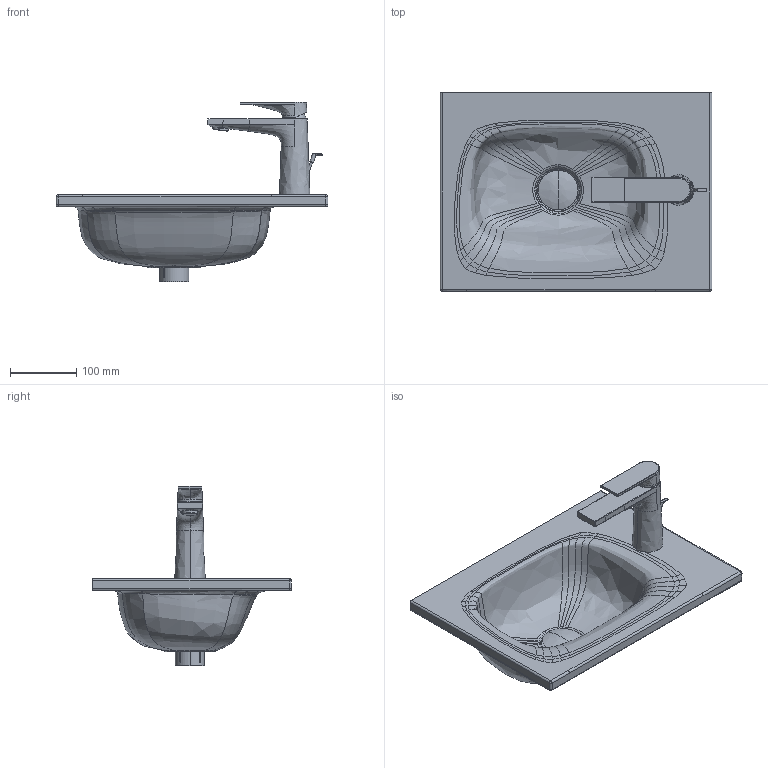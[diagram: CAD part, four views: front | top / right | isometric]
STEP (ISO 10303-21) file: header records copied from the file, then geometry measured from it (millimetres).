
FILE_DESCRIPTION(/* description */ (''),/* implementation_level */ '2;1');
FILE_NAME(/* name */ '265005',/* time_stamp */ '2024-04-08T11:31:33+02:00',/* author */ (''),/* organization */ (''),/* preprocessor_version */ 'ST-DEVELOPER v15',/* originating_system */ '',/* authorisation */ '');
FILE_SCHEMA (('AUTOMOTIVE_DESIGN'));
Length unit declared in the file: millimetre
Products named in the file (1): Document
Bounding box: 410 x 300 x 270.83 mm (x, y, z)
Volume: 26686.1 mm3; surface area: 414646.9 mm2
Topology: 5 solids, 17 shells, 337 faces, 861 edges, 493 vertices
Faces by surface type: bspline 284, plane 53
Entity records: 51628 total; most frequent: CARTESIAN_POINT 46918, ORIENTED_EDGE 1592, EDGE_CURVE 836, VERTEX_POINT 487, B_SPLINE_CURVE_WITH_KNOTS 477, EDGE_LOOP 347, ADVANCED_FACE 329, FACE_OUTER_BOUND 329
